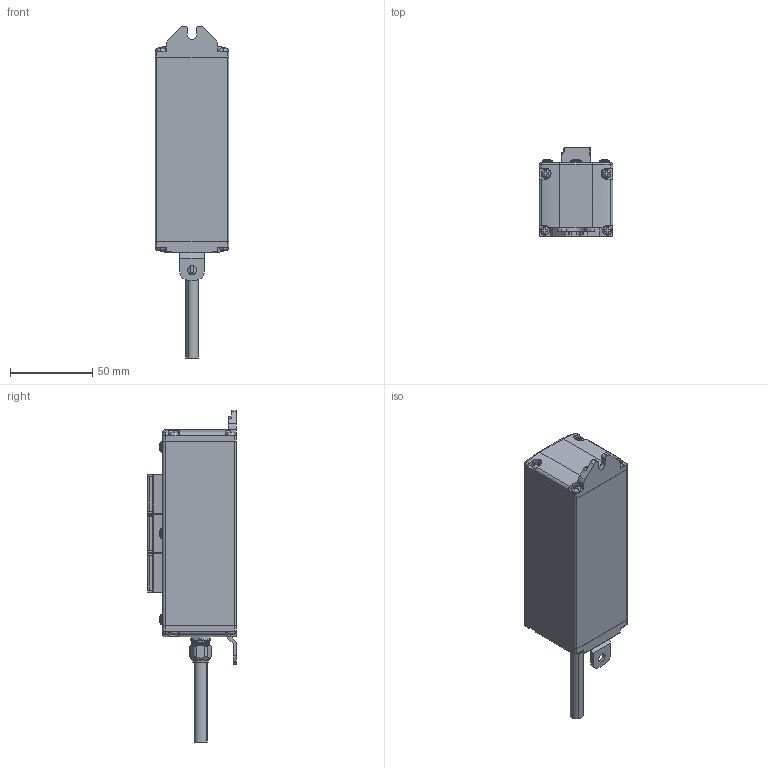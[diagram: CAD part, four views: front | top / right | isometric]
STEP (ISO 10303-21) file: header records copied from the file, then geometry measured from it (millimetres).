
FILE_DESCRIPTION (( 'STEP AP203' ), '1' );
FILE_NAME ('R4C-311-STP.step', '2024-06-24T04:27:31', ( '' ), ( '' ), 'SwSTEP 2.0', 'SolidWorks 2011', '' );
FILE_SCHEMA (( 'CONFIG_CONTROL_DESIGN' ));
Length unit declared in the file: millimetre
Products named in the file (1): R4C-311-STP
Bounding box: 45 x 54 x 201.9 mm (x, y, z)
Volume: 269240.3 mm3; surface area: 32360.4 mm2
Topology: 1 solids, 1 shells, 645 faces, 1710 edges, 1074 vertices
Faces by surface type: plane 379, cylinder 137, cone 55, torus 38, bspline 28, sphere 8
Entity records: 24333 total; most frequent: CARTESIAN_POINT 8713, ORIENTED_EDGE 3384, DIRECTION 3104, EDGE_CURVE 1692, VERTEX_POINT 1074, AXIS2_PLACEMENT_3D 1063, LINE 978, VECTOR 978
